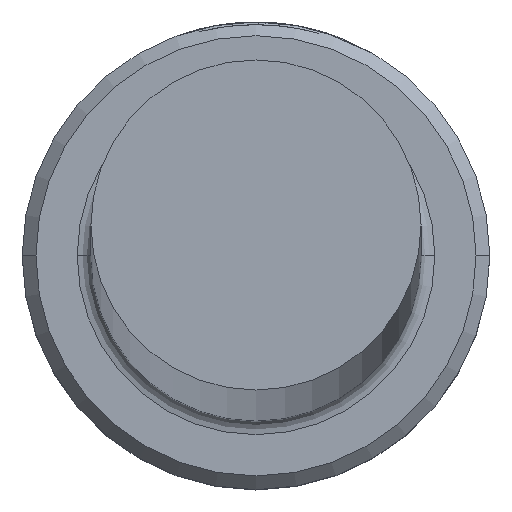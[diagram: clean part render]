
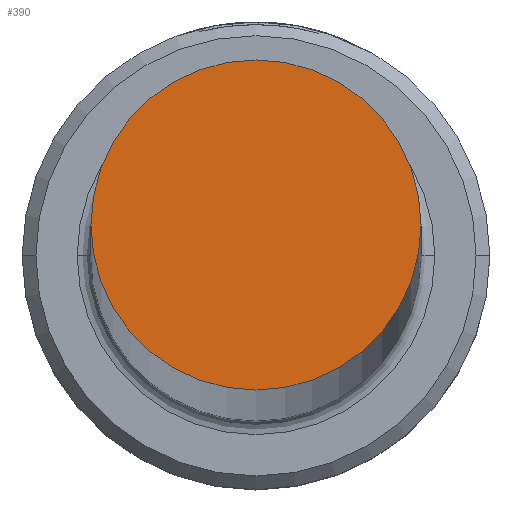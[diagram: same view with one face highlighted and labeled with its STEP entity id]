
A CAD part, top view. The second image highlights one B-rep face of the part: STEP entity #390.
In plain terms, the highlighted planar face has unit normal (0, 0, 1).
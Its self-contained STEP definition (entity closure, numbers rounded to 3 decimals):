
#42 = ORIENTED_EDGE ( 'NONE', *, *, #1070, .T. ) ;
#149 = AXIS2_PLACEMENT_3D ( 'NONE', #965, #409, #1058 ) ;
#257 = FACE_OUTER_BOUND ( 'NONE', #1117, .T. ) ;
#261 = CARTESIAN_POINT ( 'NONE',  ( 0., 0., 650. ) ) ;
#321 = PLANE ( 'NONE',  #149 ) ;
#333 = CARTESIAN_POINT ( 'NONE',  ( 6., 0., 650. ) ) ;
#352 = DIRECTION ( 'NONE',  ( 1., 0., 0. ) ) ;
#390 = ADVANCED_FACE ( 'NONE', ( #257 ), #321, .T. ) ;
#409 = DIRECTION ( 'NONE',  ( 0., 0., 1. ) ) ;
#426 = VERTEX_POINT ( 'NONE', #880 ) ;
#488 = DIRECTION ( 'NONE',  ( 0., 0., 1. ) ) ;
#880 = CARTESIAN_POINT ( 'NONE',  ( -6., 0., 650. ) ) ;
#884 = AXIS2_PLACEMENT_3D ( 'NONE', #261, #907, #352 ) ;
#898 = EDGE_CURVE ( 'NONE', #426, #1009, #917, .T. ) ;
#907 = DIRECTION ( 'NONE',  ( 0., 0., 1. ) ) ;
#917 = CIRCLE ( 'NONE', #1066, 6. ) ;
#939 = ORIENTED_EDGE ( 'NONE', *, *, #898, .T. ) ;
#965 = CARTESIAN_POINT ( 'NONE',  ( 0., 0., 650. ) ) ;
#1009 = VERTEX_POINT ( 'NONE', #333 ) ;
#1017 = CIRCLE ( 'NONE', #884, 6. ) ;
#1050 = CARTESIAN_POINT ( 'NONE',  ( 0., 0., 650. ) ) ;
#1058 = DIRECTION ( 'NONE',  ( 1., 0., 0. ) ) ;
#1066 = AXIS2_PLACEMENT_3D ( 'NONE', #1050, #488, #1143 ) ;
#1070 = EDGE_CURVE ( 'NONE', #1009, #426, #1017, .T. ) ;
#1117 = EDGE_LOOP ( 'NONE', ( #939, #42 ) ) ;
#1143 = DIRECTION ( 'NONE',  ( 1., 0., 0. ) ) ;
